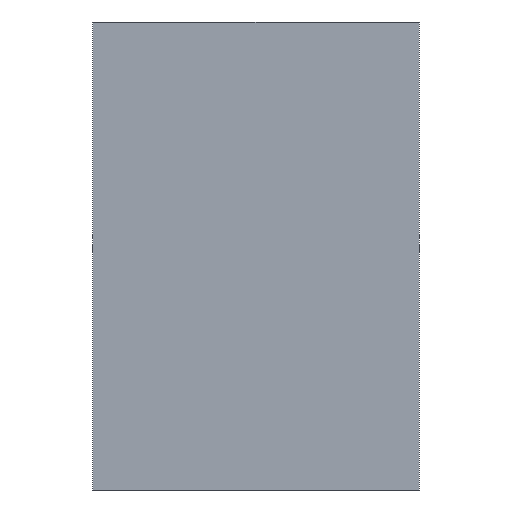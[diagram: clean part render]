
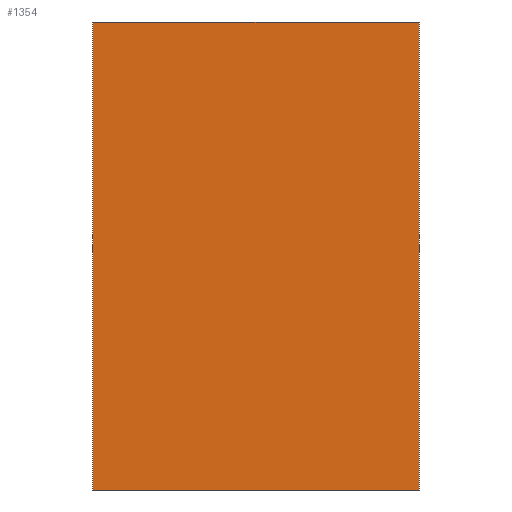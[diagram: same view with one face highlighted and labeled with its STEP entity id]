
A CAD part, front view. The second image highlights one B-rep face of the part: STEP entity #1354.
In plain terms, the highlighted planar face has unit normal (0, -1, 0).
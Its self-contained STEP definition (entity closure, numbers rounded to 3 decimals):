
#453=DIRECTION('',(-1.,0.,0.));
#454=VECTOR('',#453,46.);
#455=CARTESIAN_POINT('',(23.,-7.5,33.));
#456=LINE('',#455,#454);
#457=DIRECTION('',(0.,0.,1.));
#458=VECTOR('',#457,66.);
#459=CARTESIAN_POINT('',(23.,-7.5,-33.));
#460=LINE('',#459,#458);
#461=DIRECTION('',(1.,0.,0.));
#462=VECTOR('',#461,46.);
#463=CARTESIAN_POINT('',(-23.,-7.5,-33.));
#464=LINE('',#463,#462);
#465=DIRECTION('',(0.,0.,-1.));
#466=VECTOR('',#465,66.);
#467=CARTESIAN_POINT('',(-23.,-7.5,33.));
#468=LINE('',#467,#466);
#513=CARTESIAN_POINT('',(23.,-7.5,33.));
#514=CARTESIAN_POINT('',(-23.,-7.5,33.));
#515=VERTEX_POINT('',#513);
#516=VERTEX_POINT('',#514);
#517=CARTESIAN_POINT('',(-23.,-7.5,-33.));
#518=VERTEX_POINT('',#517);
#519=CARTESIAN_POINT('',(23.,-7.5,-33.));
#520=VERTEX_POINT('',#519);
#1343=CARTESIAN_POINT('',(0.,-7.5,0.));
#1344=DIRECTION('',(0.,-1.,0.));
#1345=DIRECTION('',(0.,0.,-1.));
#1346=AXIS2_PLACEMENT_3D('',#1343,#1344,#1345);
#1347=PLANE('',#1346);
#1348=ORIENTED_EDGE('',*,*,#1325,.F.);
#1349=ORIENTED_EDGE('',*,*,#1311,.F.);
#1350=ORIENTED_EDGE('',*,*,#1143,.F.);
#1351=ORIENTED_EDGE('',*,*,#1338,.F.);
#1352=EDGE_LOOP('',(#1348,#1349,#1350,#1351));
#1353=FACE_OUTER_BOUND('',#1352,.F.);
#1354=ADVANCED_FACE('',(#1353),#1347,.T.);
#1143=EDGE_CURVE('',#518,#520,#464,.T.);
#1311=EDGE_CURVE('',#520,#515,#460,.T.);
#1325=EDGE_CURVE('',#515,#516,#456,.T.);
#1338=EDGE_CURVE('',#516,#518,#468,.T.);
